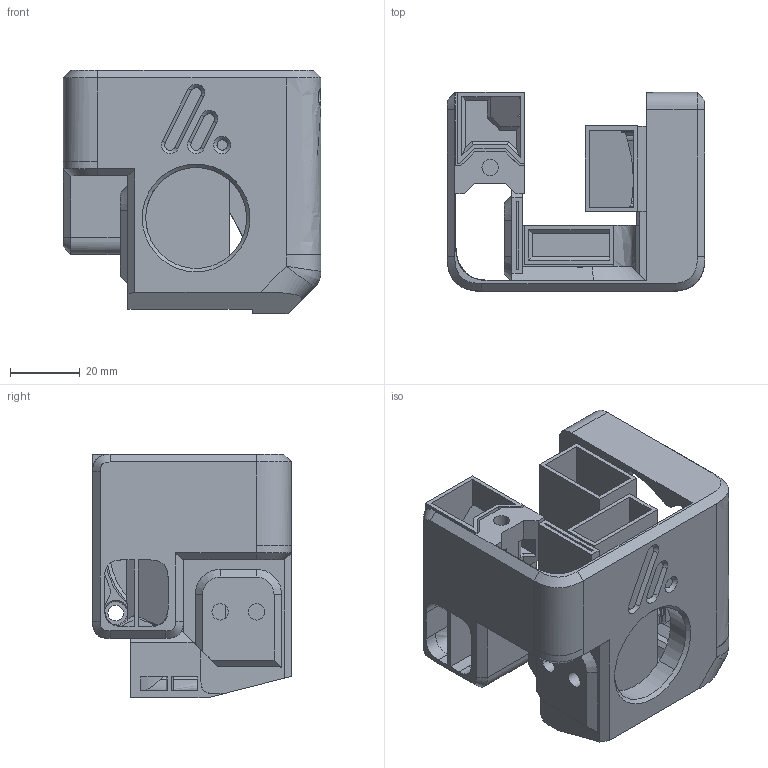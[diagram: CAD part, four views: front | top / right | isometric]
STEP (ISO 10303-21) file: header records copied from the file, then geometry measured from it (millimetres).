
FILE_DESCRIPTION(/* description */ ('STEP AP242','CAx-IF Rec.Pracs.---Representation and Presentation of Product Manufacturing Information (PMI)---4.0---2014-10-13','CAx-IF Rec.Pracs.---3D Tessellated Geometry---0.4---2014-09-14','2;1'),/* implementation_level */ '2;1');
FILE_NAME(/* name */ '636de04b009b4d733f110a4f',/* time_stamp */ '2022-11-11T05:40:28+00:00',/* author */ (''),/* organization */ (''),/* preprocessor_version */ 'ST-DEVELOPER v18.102',/* originating_system */ ' ',/* authorisation */ ' ');
FILE_SCHEMA (('AP242_MANAGED_MODEL_BASED_3D_ENGINEERING_MIM_LF { 1 0 10303 442 1 1 4 }'));
Length unit declared in the file: metre
Products named in the file (5): Part 15; Part 18; Part 17; Part 14; PCF_Duct
Bounding box: 74.19 x 57.16 x 69.98 mm (x, y, z)
Volume: 67888.8 mm3; surface area: 57806.9 mm2
Topology: 5 solids, 5 shells, 463 faces, 1315 edges, 863 vertices
Faces by surface type: plane 300, bspline 85, cylinder 54, cone 24
Full cylindrical faces by diameter (mm): 3.25 x1, 4.5 x1, 4.7 x6, 6.25 x1, 32 x1
Entity records: 16371 total; most frequent: CARTESIAN_POINT 4922, ORIENTED_EDGE 2592, DIRECTION 1939, EDGE_CURVE 1296, LINE 869, VECTOR 869, VERTEX_POINT 859, AXIS2_PLACEMENT_3D 535
